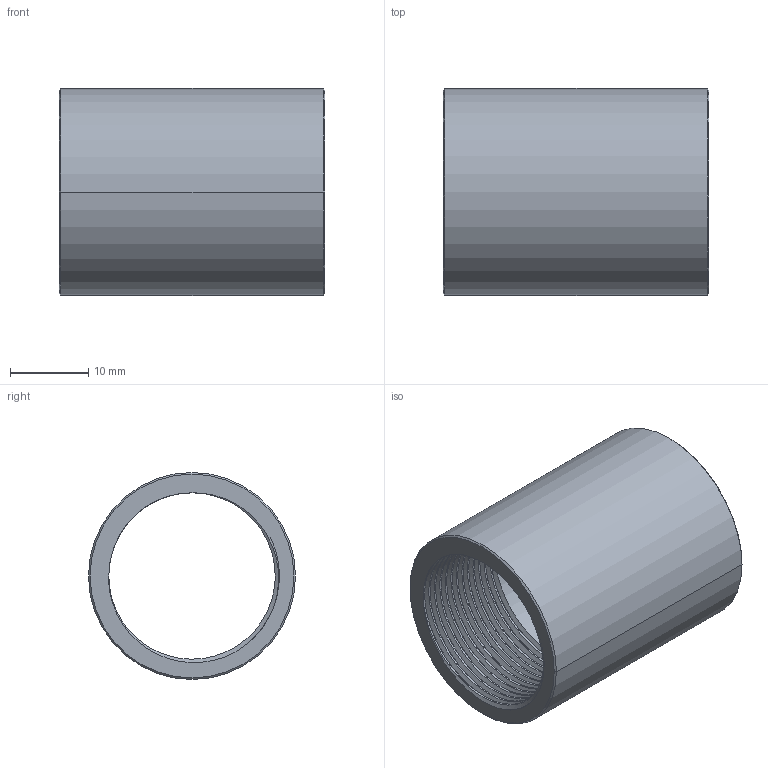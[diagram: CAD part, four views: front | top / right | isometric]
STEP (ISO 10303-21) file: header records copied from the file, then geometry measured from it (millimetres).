
FILE_DESCRIPTION (( 'STEP AP203' ), '1' );
FILE_NAME ('3D_R-201_1-2_17136740.STEP', '2024-08-20T07:56:22', ( '' ), ( '' ), 'SwSTEP 2.0', 'SolidWorks 2024', '' );
FILE_SCHEMA (( 'CONFIG_CONTROL_DESIGN' ));
Length unit declared in the file: millimetre
Products named in the file (1): 3D_R-201_1-2_17136740
Bounding box: 34 x 26.5 x 26.5 mm (x, y, z)
Volume: 6202.8 mm3; surface area: 6632.1 mm2
Topology: 1 solids, 1 shells, 70 faces, 198 edges, 130 vertices
Faces by surface type: cylinder 56, bspline 6, cone 4, plane 4
Entity records: 6837 total; most frequent: CARTESIAN_POINT 5309, ORIENTED_EDGE 396, DIRECTION 218, EDGE_CURVE 198, VERTEX_POINT 130, AXIS2_PLACEMENT_3D 75, EDGE_LOOP 72, FACE_OUTER_BOUND 70
